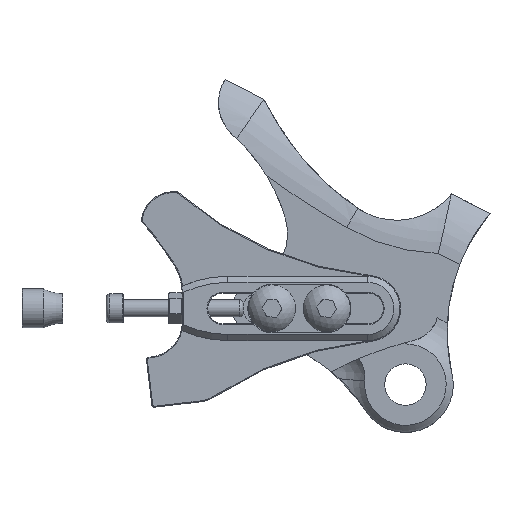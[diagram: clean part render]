
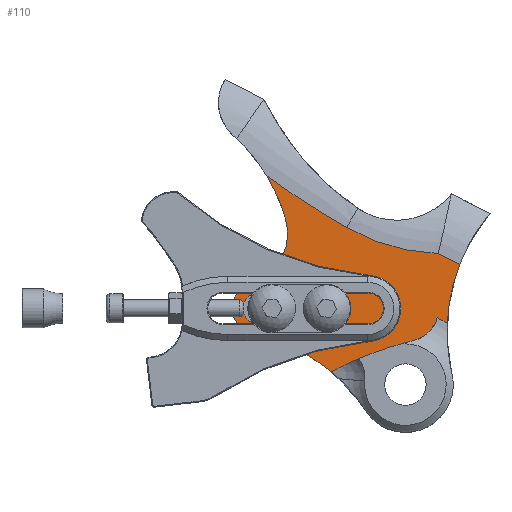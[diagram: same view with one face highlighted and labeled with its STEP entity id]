
A CAD part, top view. The second image highlights one B-rep face of the part: STEP entity #110.
In plain terms, the highlighted planar face has unit normal (0, 0, 1).
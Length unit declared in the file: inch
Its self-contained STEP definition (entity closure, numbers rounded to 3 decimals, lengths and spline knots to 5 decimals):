
#75 = EDGE_LOOP ( 'NONE', ( #3744, #3745, #3746, #3747 ) ) ;
#110 = ADVANCED_FACE ( 'NONE', ( #3639, #6164 ), #731, .T. ) ;
#703 = CARTESIAN_POINT ( 'NONE',  ( 0., 0., 0.274 ) ) ;
#731 = PLANE ( 'NONE',  #985 ) ;
#740 = DIRECTION ( 'NONE',  ( 0., 0., 1. ) ) ;
#743 = DIRECTION ( 'NONE',  ( 1., 0., 0. ) ) ;
#881 = EDGE_CURVE ( 'NONE', #3830, #6514, #3046, .T. ) ;
#883 = EDGE_CURVE ( 'NONE', #6514, #6337, #3050, .T. ) ;
#886 = EDGE_CURVE ( 'NONE', #6337, #1440, #3052, .T. ) ;
#919 = EDGE_CURVE ( 'NONE', #6338, #3817, #3113, .T. ) ;
#923 = EDGE_CURVE ( 'NONE', #3945, #3824, #3117, .T. ) ;
#935 = EDGE_CURVE ( 'NONE', #3945, #6338, #3126, .T. ) ;
#985 = AXIS2_PLACEMENT_3D ( 'NONE', #703, #740, #743 ) ;
#1087 = EDGE_LOOP ( 'NONE', ( #3733, #3734, #3735, #3736, #3737, #3738, #3739, #3740, #3741, #3742, #3743 ) ) ;
#1440 = VERTEX_POINT ( 'NONE', #4419 ) ;
#2344 = AXIS2_PLACEMENT_3D ( 'NONE', #4104, #4105, #4106 ) ;
#2354 = AXIS2_PLACEMENT_3D ( 'NONE', #4211, #4212, #4213 ) ;
#2356 = AXIS2_PLACEMENT_3D ( 'NONE', #4344, #4345, #4346 ) ;
#2804 = EDGE_CURVE ( 'NONE', #3505, #3506, #5232, .T. ) ;
#2807 = EDGE_CURVE ( 'NONE', #3500, #3817, #5234, .T. ) ;
#2828 = EDGE_CURVE ( 'NONE', #3504, #3505, #5408, .T. ) ;
#2836 = EDGE_CURVE ( 'NONE', #3967, #3506, #5419, .T. ) ;
#2848 = EDGE_CURVE ( 'NONE', #3500, #3504, #5431, .T. ) ;
#2888 = EDGE_CURVE ( 'NONE', #3207, #3824, #5484, .T. ) ;
#2889 = EDGE_CURVE ( 'NONE', #3970, #3207, #5485, .T. ) ;
#2900 = EDGE_CURVE ( 'NONE', #1440, #3830, #5498, .T. ) ;
#2915 = EDGE_CURVE ( 'NONE', #3967, #3970, #5519, .T. ) ;
#3046 = LINE ( 'NONE', #4094, #3051 ) ;
#3050 = CIRCLE ( 'NONE', #2344, 0.178 ) ;
#3051 = VECTOR ( 'NONE', #4096, 39.37008 ) ;
#3052 = LINE ( 'NONE', #4103, #3059 ) ;
#3059 = VECTOR ( 'NONE', #4110, 39.37008 ) ;
#3113 = LINE ( 'NONE', #4181, #3115 ) ;
#3115 = VECTOR ( 'NONE', #4199, 39.37008 ) ;
#3117 = CIRCLE ( 'NONE', #2354, 0.85263 ) ;
#3126 = CIRCLE ( 'NONE', #2356, 2.125 ) ;
#3207 = VERTEX_POINT ( 'NONE', #5953 ) ;
#3500 = VERTEX_POINT ( 'NONE', #5956 ) ;
#3504 = VERTEX_POINT ( 'NONE', #5959 ) ;
#3505 = VERTEX_POINT ( 'NONE', #5944 ) ;
#3506 = VERTEX_POINT ( 'NONE', #5960 ) ;
#3639 = FACE_OUTER_BOUND ( 'NONE', #1087, .T. ) ;
#3733 = ORIENTED_EDGE ( 'NONE', *, *, #2807, .F. ) ;
#3734 = ORIENTED_EDGE ( 'NONE', *, *, #2848, .T. ) ;
#3735 = ORIENTED_EDGE ( 'NONE', *, *, #2828, .T. ) ;
#3736 = ORIENTED_EDGE ( 'NONE', *, *, #2804, .T. ) ;
#3737 = ORIENTED_EDGE ( 'NONE', *, *, #2836, .F. ) ;
#3738 = ORIENTED_EDGE ( 'NONE', *, *, #2915, .T. ) ;
#3739 = ORIENTED_EDGE ( 'NONE', *, *, #2889, .T. ) ;
#3740 = ORIENTED_EDGE ( 'NONE', *, *, #2888, .T. ) ;
#3741 = ORIENTED_EDGE ( 'NONE', *, *, #923, .F. ) ;
#3742 = ORIENTED_EDGE ( 'NONE', *, *, #935, .T. ) ;
#3743 = ORIENTED_EDGE ( 'NONE', *, *, #919, .T. ) ;
#3744 = ORIENTED_EDGE ( 'NONE', *, *, #886, .T. ) ;
#3745 = ORIENTED_EDGE ( 'NONE', *, *, #2900, .T. ) ;
#3746 = ORIENTED_EDGE ( 'NONE', *, *, #881, .T. ) ;
#3747 = ORIENTED_EDGE ( 'NONE', *, *, #883, .T. ) ;
#3817 = VERTEX_POINT ( 'NONE', #6060 ) ;
#3824 = VERTEX_POINT ( 'NONE', #6068 ) ;
#3830 = VERTEX_POINT ( 'NONE', #6073 ) ;
#3945 = VERTEX_POINT ( 'NONE', #6284 ) ;
#3967 = VERTEX_POINT ( 'NONE', #6116 ) ;
#3970 = VERTEX_POINT ( 'NONE', #6121 ) ;
#4094 = CARTESIAN_POINT ( 'NONE',  ( 0., 1.05513, 0.274 ) ) ;
#4096 = DIRECTION ( 'NONE',  ( 1., 0., 0. ) ) ;
#4103 = CARTESIAN_POINT ( 'NONE',  ( 0., 0.69913, 0.274 ) ) ;
#4104 = CARTESIAN_POINT ( 'NONE',  ( -0.82759, 0.87713, 0.274 ) ) ;
#4105 = DIRECTION ( 'NONE',  ( 0., 0., -1. ) ) ;
#4106 = DIRECTION ( 'NONE',  ( 1., 0., 0. ) ) ;
#4110 = DIRECTION ( 'NONE',  ( -1., 0., 0. ) ) ;
#4181 = CARTESIAN_POINT ( 'NONE',  ( 0.62569, 1.38444, 0.274 ) ) ;
#4199 = DIRECTION ( 'NONE',  ( -0.893, 0.451, 0. ) ) ;
#4211 = CARTESIAN_POINT ( 'NONE',  ( 0., 0., 0.274 ) ) ;
#4212 = DIRECTION ( 'NONE',  ( 0., 0., 1. ) ) ;
#4213 = DIRECTION ( 'NONE',  ( 1., 0., 0. ) ) ;
#4344 = CARTESIAN_POINT ( 'NONE',  ( 2.60453, 0.60997, 0.274 ) ) ;
#4345 = DIRECTION ( 'NONE',  ( 0., 0., -1. ) ) ;
#4346 = DIRECTION ( 'NONE',  ( 1., 0., 0. ) ) ;
#4419 = CARTESIAN_POINT ( 'NONE',  ( -1.69359, 0.69913, 0.274 ) ) ;
#4980 = CARTESIAN_POINT ( 'NONE',  ( -1.95825, 1.73734, 0.274 ) ) ;
#4981 = DIRECTION ( 'NONE',  ( 0., 0., -1. ) ) ;
#4982 = DIRECTION ( 'NONE',  ( 1., 0., 0. ) ) ;
#5004 = CARTESIAN_POINT ( 'NONE',  ( 0.44692, 3.75891, 0.274 ) ) ;
#5005 = DIRECTION ( 'NONE',  ( 0., 0., 1. ) ) ;
#5006 = DIRECTION ( 'NONE',  ( 1., 0., 0. ) ) ;
#5097 = CARTESIAN_POINT ( 'NONE',  ( -3.34156, 1.35678, 0.274 ) ) ;
#5098 = DIRECTION ( 'NONE',  ( 0., 0., -1. ) ) ;
#5099 = DIRECTION ( 'NONE',  ( 1., 0., 0. ) ) ;
#5232 = CIRCLE ( 'NONE', #5275, 0.6 ) ;
#5234 = CIRCLE ( 'NONE', #5277, 2.25 ) ;
#5275 = AXIS2_PLACEMENT_3D ( 'NONE', #4980, #4981, #4982 ) ;
#5277 = AXIS2_PLACEMENT_3D ( 'NONE', #5004, #5005, #5006 ) ;
#5284 = AXIS2_PLACEMENT_3D ( 'NONE', #5097, #5098, #5099 ) ;
#5288 = AXIS2_PLACEMENT_3D ( 'NONE', #5585, #5586, #5587 ) ;
#5296 = AXIS2_PLACEMENT_3D ( 'NONE', #5631, #5632, #5633 ) ;
#5313 = AXIS2_PLACEMENT_3D ( 'NONE', #5868, #5869, #5870 ) ;
#5314 = AXIS2_PLACEMENT_3D ( 'NONE', #5873, #5874, #5875 ) ;
#5320 = AXIS2_PLACEMENT_3D ( 'NONE', #5897, #5898, #5899 ) ;
#5328 = AXIS2_PLACEMENT_3D ( 'NONE', #5950, #5951, #5952 ) ;
#5408 = CIRCLE ( 'NONE', #5284, 2.0347 ) ;
#5419 = CIRCLE ( 'NONE', #5288, 0.29987 ) ;
#5431 = CIRCLE ( 'NONE', #5296, 11.25 ) ;
#5484 = CIRCLE ( 'NONE', #5313, 0.385 ) ;
#5485 = CIRCLE ( 'NONE', #5314, 3.995 ) ;
#5498 = CIRCLE ( 'NONE', #5320, 0.178 ) ;
#5519 = CIRCLE ( 'NONE', #5328, 2. ) ;
#5585 = CARTESIAN_POINT ( 'NONE',  ( -1.69411, 0.87711, 0.274 ) ) ;
#5586 = DIRECTION ( 'NONE',  ( 0., 0., -1. ) ) ;
#5587 = DIRECTION ( 'NONE',  ( 1., 0., 0. ) ) ;
#5631 = CARTESIAN_POINT ( 'NONE',  ( 4.94692, 11.55314, 0.274 ) ) ;
#5632 = DIRECTION ( 'NONE',  ( 0., 0., -1. ) ) ;
#5633 = DIRECTION ( 'NONE',  ( -1., 0., 0. ) ) ;
#5868 = CARTESIAN_POINT ( 'NONE',  ( 0., 0.87992, 0.274 ) ) ;
#5869 = DIRECTION ( 'NONE',  ( 0., 0., 1. ) ) ;
#5870 = DIRECTION ( 'NONE',  ( 1., 0., 0. ) ) ;
#5873 = CARTESIAN_POINT ( 'NONE',  ( 1.02492, -3.37848, 0.274 ) ) ;
#5874 = DIRECTION ( 'NONE',  ( 0., 0., -1. ) ) ;
#5875 = DIRECTION ( 'NONE',  ( 1., 0., 0. ) ) ;
#5897 = CARTESIAN_POINT ( 'NONE',  ( -1.69359, 0.87713, 0.274 ) ) ;
#5898 = DIRECTION ( 'NONE',  ( 0., 0., -1. ) ) ;
#5899 = DIRECTION ( 'NONE',  ( 1., 0., 0. ) ) ;
#5944 = CARTESIAN_POINT ( 'NONE',  ( -1.37975, 1.89649, 0.274 ) ) ;
#5950 = CARTESIAN_POINT ( 'NONE',  ( -2.1456, -1.37801, 0.274 ) ) ;
#5951 = DIRECTION ( 'NONE',  ( 0., 0., -1. ) ) ;
#5952 = DIRECTION ( 'NONE',  ( 1., 0., 0. ) ) ;
#5953 = CARTESIAN_POINT ( 'NONE',  ( 0.09009, 0.50561, 0.274 ) ) ;
#5956 = CARTESIAN_POINT ( 'NONE',  ( -0.67808, 1.81035, 0.274 ) ) ;
#5959 = CARTESIAN_POINT ( 'NONE',  ( -1.5952, 2.40091, 0.274 ) ) ;
#5960 = CARTESIAN_POINT ( 'NONE',  ( -1.78181, 1.16387, 0.274 ) ) ;
#6060 = CARTESIAN_POINT ( 'NONE',  ( 0.37715, 1.50999, 0.274 ) ) ;
#6068 = CARTESIAN_POINT ( 'NONE',  ( 0.36862, 0.76883, 0.274 ) ) ;
#6073 = CARTESIAN_POINT ( 'NONE',  ( -1.69359, 1.05513, 0.274 ) ) ;
#6116 = CARTESIAN_POINT ( 'NONE',  ( -1.75297, 0.58307, 0.274 ) ) ;
#6121 = CARTESIAN_POINT ( 'NONE',  ( -0.85262, 0.14784, 0.274 ) ) ;
#6164 = FACE_BOUND ( 'NONE', #75, .T. ) ;
#6257 = CARTESIAN_POINT ( 'NONE',  ( -0.82759, 0.69913, 0.274 ) ) ;
#6258 = CARTESIAN_POINT ( 'NONE',  ( 0.62569, 1.38444, 0.274 ) ) ;
#6262 = CARTESIAN_POINT ( 'NONE',  ( -0.82759, 1.05513, 0.274 ) ) ;
#6284 = CARTESIAN_POINT ( 'NONE',  ( 0.48159, 0.7036, 0.274 ) ) ;
#6337 = VERTEX_POINT ( 'NONE', #6257 ) ;
#6338 = VERTEX_POINT ( 'NONE', #6258 ) ;
#6514 = VERTEX_POINT ( 'NONE', #6262 ) ;
